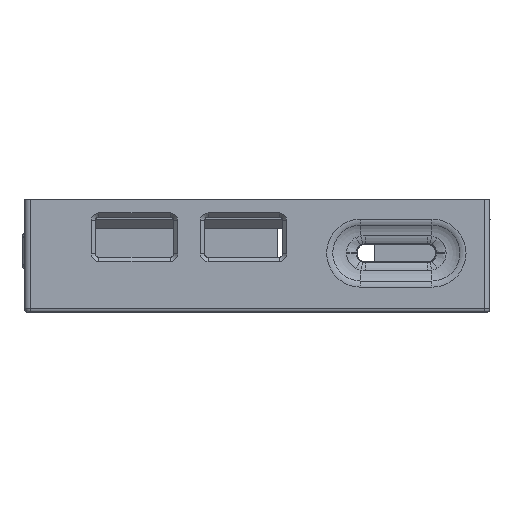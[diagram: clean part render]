
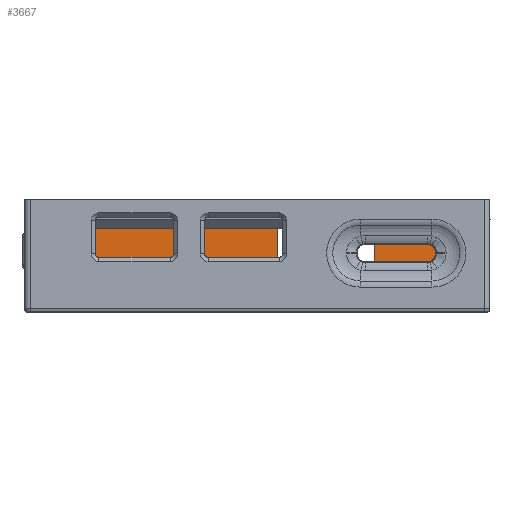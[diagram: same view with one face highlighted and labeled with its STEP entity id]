
A CAD part, left-side view. The second image highlights one B-rep face of the part: STEP entity #3667.
In plain terms, the highlighted planar face has unit normal (-1, 0, 0).
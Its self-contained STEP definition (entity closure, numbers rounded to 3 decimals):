
#524 = VECTOR ( 'NONE', #7649, 1000. ) ;
#635 = DIRECTION ( 'NONE',  ( 1., 0., 0. ) ) ;
#887 = VECTOR ( 'NONE', #906, 1000. ) ;
#906 = DIRECTION ( 'NONE',  ( 0., 0., 1. ) ) ;
#1097 = VERTEX_POINT ( 'NONE', #19127 ) ;
#1100 = VERTEX_POINT ( 'NONE', #1111 ) ;
#1111 = CARTESIAN_POINT ( 'NONE',  ( 62.524, -4.354, 4.75 ) ) ;
#1134 = CARTESIAN_POINT ( 'NONE',  ( 62.524, 38.051, 16.866 ) ) ;
#1175 = ORIENTED_EDGE ( 'NONE', *, *, #17967, .T. ) ;
#1400 = DIRECTION ( 'NONE',  ( 0., -1., 0. ) ) ;
#1494 = CARTESIAN_POINT ( 'NONE',  ( 62.524, -20.332, 16.866 ) ) ;
#1926 = CARTESIAN_POINT ( 'NONE',  ( 62.524, -36.783, 16.866 ) ) ;
#2314 = DIRECTION ( 'NONE',  ( 0., -1., 0. ) ) ;
#2714 = CIRCLE ( 'NONE', #28092, 0.6 ) ;
#3247 = VECTOR ( 'NONE', #19585, 1000. ) ;
#3473 = VERTEX_POINT ( 'NONE', #21561 ) ;
#3667 = ADVANCED_FACE ( 'NONE', ( #27782 ), #4600, .T. ) ;
#3742 = VECTOR ( 'NONE', #25715, 1000. ) ;
#3847 = CIRCLE ( 'NONE', #9723, 0.6 ) ;
#4234 = ORIENTED_EDGE ( 'NONE', *, *, #12035, .T. ) ;
#4600 = PLANE ( 'NONE',  #18594 ) ;
#4663 = LINE ( 'NONE', #26166, #3742 ) ;
#4870 = DIRECTION ( 'NONE',  ( 0., -1., 0. ) ) ;
#5306 = VERTEX_POINT ( 'NONE', #26019 ) ;
#5365 = CARTESIAN_POINT ( 'NONE',  ( 62.524, -36.783, 16.866 ) ) ;
#5862 = CARTESIAN_POINT ( 'NONE',  ( 62.524, -36.783, 4.75 ) ) ;
#6069 = CARTESIAN_POINT ( 'NONE',  ( 62.524, 38.051, 0. ) ) ;
#6675 = VECTOR ( 'NONE', #13229, 1000. ) ;
#7154 = VERTEX_POINT ( 'NONE', #18487 ) ;
#7295 = ORIENTED_EDGE ( 'NONE', *, *, #10595, .F. ) ;
#7649 = DIRECTION ( 'NONE',  ( 0., 1., 0. ) ) ;
#7764 = DIRECTION ( 'NONE',  ( 1., 0., 0. ) ) ;
#7947 = LINE ( 'NONE', #5365, #524 ) ;
#8218 = EDGE_CURVE ( 'NONE', #13766, #17506, #2714, .T. ) ;
#8278 = ORIENTED_EDGE ( 'NONE', *, *, #15550, .T. ) ;
#8508 = ORIENTED_EDGE ( 'NONE', *, *, #14432, .T. ) ;
#9604 = CARTESIAN_POINT ( 'NONE',  ( 62.524, -4.354, 16.4 ) ) ;
#9723 = AXIS2_PLACEMENT_3D ( 'NONE', #18227, #23246, #20968 ) ;
#10353 = ORIENTED_EDGE ( 'NONE', *, *, #28079, .F. ) ;
#10524 = CIRCLE ( 'NONE', #27568, 0.6 ) ;
#10595 = EDGE_CURVE ( 'NONE', #18020, #21973, #18557, .T. ) ;
#10600 = DIRECTION ( 'NONE',  ( 0., 1., 0. ) ) ;
#10808 = LINE ( 'NONE', #29101, #887 ) ;
#11149 = EDGE_CURVE ( 'NONE', #1097, #13422, #12576, .T. ) ;
#11323 = EDGE_CURVE ( 'NONE', #1097, #26900, #10524, .T. ) ;
#11471 = VECTOR ( 'NONE', #10600, 1000. ) ;
#11641 = DIRECTION ( 'NONE',  ( 0., 0., 1. ) ) ;
#12035 = EDGE_CURVE ( 'NONE', #1100, #13422, #26058, .T. ) ;
#12501 = ORIENTED_EDGE ( 'NONE', *, *, #21922, .F. ) ;
#12545 = DIRECTION ( 'NONE',  ( 0., -1., 0. ) ) ;
#12554 = VECTOR ( 'NONE', #14150, 1000. ) ;
#12576 = LINE ( 'NONE', #12722, #3247 ) ;
#12635 = EDGE_CURVE ( 'NONE', #7154, #1100, #24025, .T. ) ;
#12694 = CARTESIAN_POINT ( 'NONE',  ( 62.524, -19.954, 16.4 ) ) ;
#12722 = CARTESIAN_POINT ( 'NONE',  ( 62.524, -3.754, 18. ) ) ;
#12856 = CARTESIAN_POINT ( 'NONE',  ( 62.524, -4.354, 5.35 ) ) ;
#13229 = DIRECTION ( 'NONE',  ( 0., 1., 0. ) ) ;
#13422 = VERTEX_POINT ( 'NONE', #17110 ) ;
#13766 = VERTEX_POINT ( 'NONE', #1494 ) ;
#13919 = CARTESIAN_POINT ( 'NONE',  ( 62.524, -36.783, 18. ) ) ;
#14000 = CARTESIAN_POINT ( 'NONE',  ( 62.524, 38.051, 18. ) ) ;
#14150 = DIRECTION ( 'NONE',  ( 0., 0., 1. ) ) ;
#14432 = EDGE_CURVE ( 'NONE', #26900, #21973, #7947, .T. ) ;
#14835 = CARTESIAN_POINT ( 'NONE',  ( 62.524, -20.554, 16.4 ) ) ;
#15351 = LINE ( 'NONE', #1926, #6675 ) ;
#15434 = ORIENTED_EDGE ( 'NONE', *, *, #29468, .T. ) ;
#15550 = EDGE_CURVE ( 'NONE', #22149, #7154, #3847, .T. ) ;
#16684 = EDGE_LOOP ( 'NONE', ( #12501, #1175, #15434, #23472, #10353, #8278, #20554, #4234, #20491, #23588, #8508, #7295 ) ) ;
#17110 = CARTESIAN_POINT ( 'NONE',  ( 62.524, -3.754, 5.35 ) ) ;
#17506 = VERTEX_POINT ( 'NONE', #14835 ) ;
#17967 = EDGE_CURVE ( 'NONE', #3473, #5306, #10808, .T. ) ;
#18020 = VERTEX_POINT ( 'NONE', #6069 ) ;
#18227 = CARTESIAN_POINT ( 'NONE',  ( 62.524, -19.954, 5.35 ) ) ;
#18487 = CARTESIAN_POINT ( 'NONE',  ( 62.524, -19.954, 4.75 ) ) ;
#18557 = LINE ( 'NONE', #14000, #12554 ) ;
#18594 = AXIS2_PLACEMENT_3D ( 'NONE', #13919, #20608, #2314 ) ;
#19127 = CARTESIAN_POINT ( 'NONE',  ( 62.524, -3.754, 16.4 ) ) ;
#19286 = VECTOR ( 'NONE', #11641, 1000. ) ;
#19585 = DIRECTION ( 'NONE',  ( 0., 0., -1. ) ) ;
#20059 = CARTESIAN_POINT ( 'NONE',  ( 62.524, -3.976, 16.866 ) ) ;
#20491 = ORIENTED_EDGE ( 'NONE', *, *, #11149, .F. ) ;
#20554 = ORIENTED_EDGE ( 'NONE', *, *, #12635, .T. ) ;
#20608 = DIRECTION ( 'NONE',  ( -1., 0., 0. ) ) ;
#20968 = DIRECTION ( 'NONE',  ( 0., -1., 0. ) ) ;
#21561 = CARTESIAN_POINT ( 'NONE',  ( 62.524, -38.624, 0. ) ) ;
#21922 = EDGE_CURVE ( 'NONE', #3473, #18020, #4663, .T. ) ;
#21973 = VERTEX_POINT ( 'NONE', #1134 ) ;
#22149 = VERTEX_POINT ( 'NONE', #22627 ) ;
#22627 = CARTESIAN_POINT ( 'NONE',  ( 62.524, -20.554, 5.35 ) ) ;
#23246 = DIRECTION ( 'NONE',  ( 1., 0., 0. ) ) ;
#23472 = ORIENTED_EDGE ( 'NONE', *, *, #8218, .T. ) ;
#23588 = ORIENTED_EDGE ( 'NONE', *, *, #11323, .T. ) ;
#24025 = LINE ( 'NONE', #5862, #11471 ) ;
#25175 = DIRECTION ( 'NONE',  ( 1., 0., 0. ) ) ;
#25715 = DIRECTION ( 'NONE',  ( 0., 1., 0. ) ) ;
#26019 = CARTESIAN_POINT ( 'NONE',  ( 62.524, -38.624, 16.866 ) ) ;
#26058 = CIRCLE ( 'NONE', #29926, 0.6 ) ;
#26108 = LINE ( 'NONE', #28536, #19286 ) ;
#26166 = CARTESIAN_POINT ( 'NONE',  ( 62.524, -36.783, 0. ) ) ;
#26900 = VERTEX_POINT ( 'NONE', #20059 ) ;
#27568 = AXIS2_PLACEMENT_3D ( 'NONE', #9604, #7764, #4870 ) ;
#27782 = FACE_OUTER_BOUND ( 'NONE', #16684, .T. ) ;
#28079 = EDGE_CURVE ( 'NONE', #22149, #17506, #26108, .T. ) ;
#28092 = AXIS2_PLACEMENT_3D ( 'NONE', #12694, #635, #12545 ) ;
#28536 = CARTESIAN_POINT ( 'NONE',  ( 62.524, -20.554, 18. ) ) ;
#29101 = CARTESIAN_POINT ( 'NONE',  ( 62.524, -38.624, 18. ) ) ;
#29468 = EDGE_CURVE ( 'NONE', #5306, #13766, #15351, .T. ) ;
#29926 = AXIS2_PLACEMENT_3D ( 'NONE', #12856, #25175, #1400 ) ;
